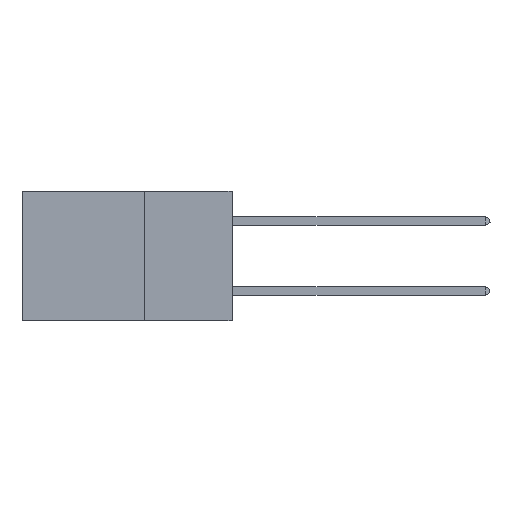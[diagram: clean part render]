
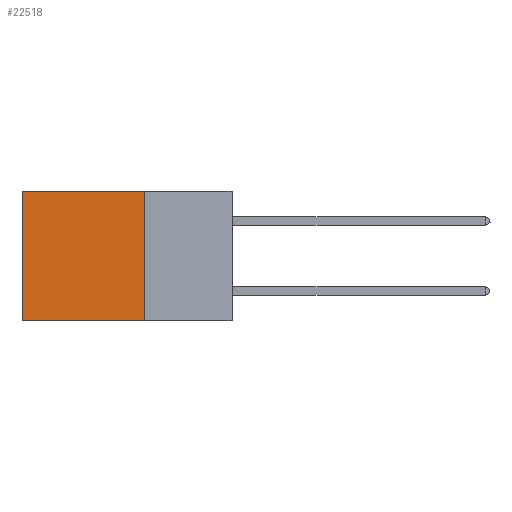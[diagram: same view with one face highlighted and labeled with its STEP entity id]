
A CAD part, left-side view. The second image highlights one B-rep face of the part: STEP entity #22518.
In plain terms, the highlighted planar face has unit normal (-1, 0, 0).
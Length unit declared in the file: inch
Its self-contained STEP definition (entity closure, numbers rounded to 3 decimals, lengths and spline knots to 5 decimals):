
#41 = VERTEX_POINT ( 'NONE', #13694 ) ;
#736 = CARTESIAN_POINT ( 'NONE',  ( 0.2875, 0.25, -0.37 ) ) ;
#1041 = DIRECTION ( 'NONE',  ( 0., 0., -1. ) ) ;
#2509 = LINE ( 'NONE', #13567, #24133 ) ;
#2838 = DIRECTION ( 'NONE',  ( 0., 1., 0. ) ) ;
#3032 = CARTESIAN_POINT ( 'NONE',  ( 0.2875, 0.6, -0.37 ) ) ;
#3272 = DIRECTION ( 'NONE',  ( 0., 0., -1. ) ) ;
#3471 = VECTOR ( 'NONE', #1041, 39.37008 ) ;
#3828 = EDGE_CURVE ( 'NONE', #41, #18634, #11170, .T. ) ;
#5512 = EDGE_CURVE ( 'NONE', #12254, #7181, #2509, .T. ) ;
#7181 = VERTEX_POINT ( 'NONE', #7704 ) ;
#7215 = CARTESIAN_POINT ( 'NONE',  ( 0.2875, 0.6, 0. ) ) ;
#7312 = LINE ( 'NONE', #7215, #14657 ) ;
#7704 = CARTESIAN_POINT ( 'NONE',  ( 0.2875, 0.6, 0. ) ) ;
#8134 = ORIENTED_EDGE ( 'NONE', *, *, #21494, .T. ) ;
#8724 = VECTOR ( 'NONE', #14731, 39.37008 ) ;
#11170 = LINE ( 'NONE', #736, #8724 ) ;
#11936 = CARTESIAN_POINT ( 'NONE',  ( 0.2875, 0.25, 0. ) ) ;
#12254 = VERTEX_POINT ( 'NONE', #11936 ) ;
#13567 = CARTESIAN_POINT ( 'NONE',  ( 0.2875, 0.25, 0. ) ) ;
#13694 = CARTESIAN_POINT ( 'NONE',  ( 0.2875, 0.25, -0.37 ) ) ;
#13938 = ORIENTED_EDGE ( 'NONE', *, *, #5512, .T. ) ;
#14657 = VECTOR ( 'NONE', #3272, 39.37008 ) ;
#14731 = DIRECTION ( 'NONE',  ( 0., 1., 0. ) ) ;
#14848 = EDGE_LOOP ( 'NONE', ( #8134, #17720, #20968, #13938 ) ) ;
#16187 = PLANE ( 'NONE',  #18224 ) ;
#16906 = LINE ( 'NONE', #23388, #3471 ) ;
#17720 = ORIENTED_EDGE ( 'NONE', *, *, #3828, .F. ) ;
#17886 = DIRECTION ( 'NONE',  ( 0., 0., -1. ) ) ;
#18213 = DIRECTION ( 'NONE',  ( 1., 0., 0. ) ) ;
#18224 = AXIS2_PLACEMENT_3D ( 'NONE', #24006, #18213, #17886 ) ;
#18634 = VERTEX_POINT ( 'NONE', #3032 ) ;
#20968 = ORIENTED_EDGE ( 'NONE', *, *, #24607, .F. ) ;
#21494 = EDGE_CURVE ( 'NONE', #7181, #18634, #7312, .T. ) ;
#22159 = FACE_OUTER_BOUND ( 'NONE', #14848, .T. ) ;
#22518 = ADVANCED_FACE ( 'NONE', ( #22159 ), #16187, .F. ) ;
#23388 = CARTESIAN_POINT ( 'NONE',  ( 0.2875, 0.25, 0. ) ) ;
#24006 = CARTESIAN_POINT ( 'NONE',  ( 0.2875, 0.25, 0. ) ) ;
#24133 = VECTOR ( 'NONE', #2838, 39.37008 ) ;
#24607 = EDGE_CURVE ( 'NONE', #12254, #41, #16906, .T. ) ;
